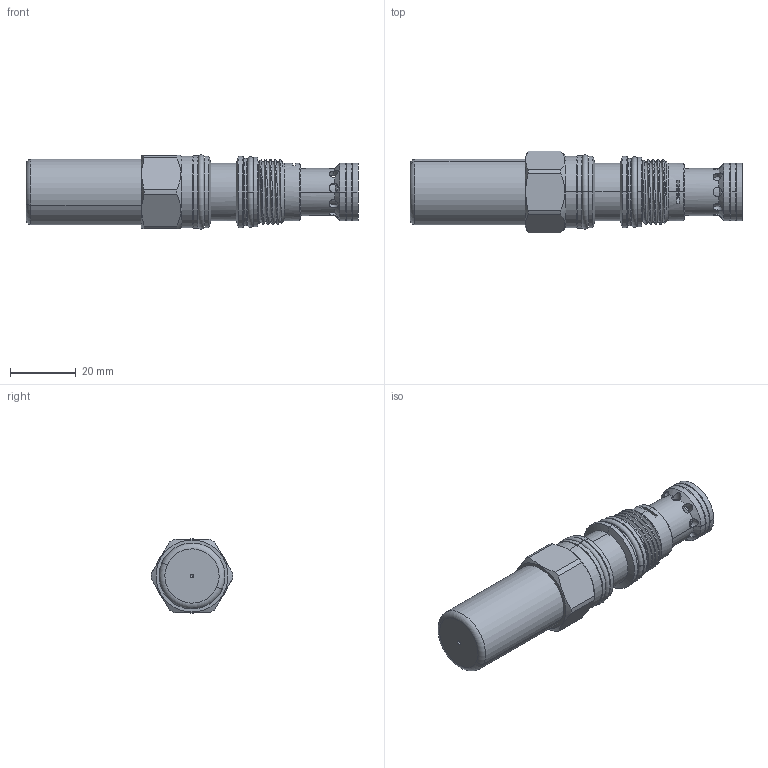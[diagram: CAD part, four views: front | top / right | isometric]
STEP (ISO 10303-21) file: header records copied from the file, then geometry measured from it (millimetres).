
FILE_DESCRIPTION (( 'STEP AP203' ), '1' );
FILE_NAME ('RV11A3G-C.STEP', '2020-03-24T05:45:14', ( '' ), ( '' ), 'SwSTEP 2.0', 'SolidWorks 2018', '' );
FILE_SCHEMA (( 'CONFIG_CONTROL_DESIGN' ));
Products named in the file (1): RV11A3G-C
Bounding box: 100.76 x 24.79 x 22.55 mm (x, y, z)
Volume: 24245 mm3; surface area: 16713.6 mm2
Topology: 8 solids, 8 shells, 845 faces, 2330 edges, 1477 vertices
Faces by surface type: cylinder 601, cone 101, plane 86, torus 44, bspline 7, sphere 6
Entity records: 59092 total; most frequent: CARTESIAN_POINT 38429, ORIENTED_EDGE 4652, DIRECTION 3518, EDGE_CURVE 2326, VERTEX_POINT 1477, AXIS2_PLACEMENT_3D 1380, EDGE_LOOP 1255, B_SPLINE_CURVE_WITH_KNOTS 965
